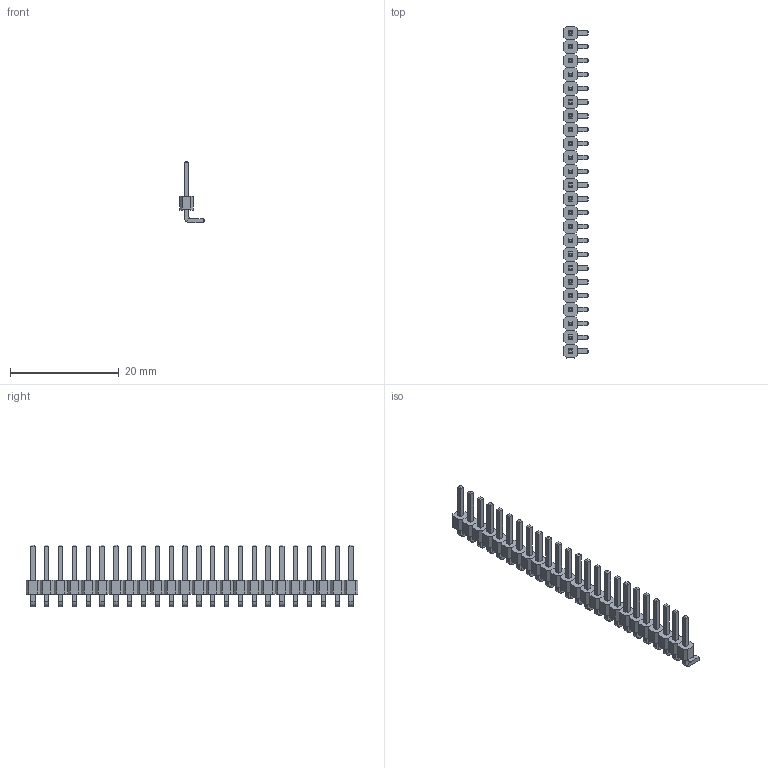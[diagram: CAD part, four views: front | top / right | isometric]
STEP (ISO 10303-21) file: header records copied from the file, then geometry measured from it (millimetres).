
FILE_DESCRIPTION(('FreeCAD Model'),'2;1');
FILE_NAME( '1x24_90.stp', '2015-04-12T21:00:56',('FreeCAD'),('FreeCAD'), 'Open CASCADE STEP processor 6.7','FreeCAD','Unknown');
FILE_SCHEMA(('AUTOMOTIVE_DESIGN_CC2 { 1 2 10303 214 -1 1 5 4 }'));
Length unit declared in the file: millimetre
Products named in the file (2): Array001; Array
Bounding box: 4.54 x 60.96 x 11.34 mm (x, y, z)
Volume: 518.7 mm3; surface area: 2068.6 mm2
Topology: 48 solids, 48 shells, 912 faces, 2160 edges, 1344 vertices
Faces by surface type: plane 864, cylinder 48
Entity records: 54078 total; most frequent: CARTESIAN_POINT 9553, DIRECTION 8162, LINE 5856, VECTOR 5856, ORIENTED_EDGE 4320, PCURVE 4320, DEFINITIONAL_REPRESENTATION 4320, EDGE_CURVE 2160
